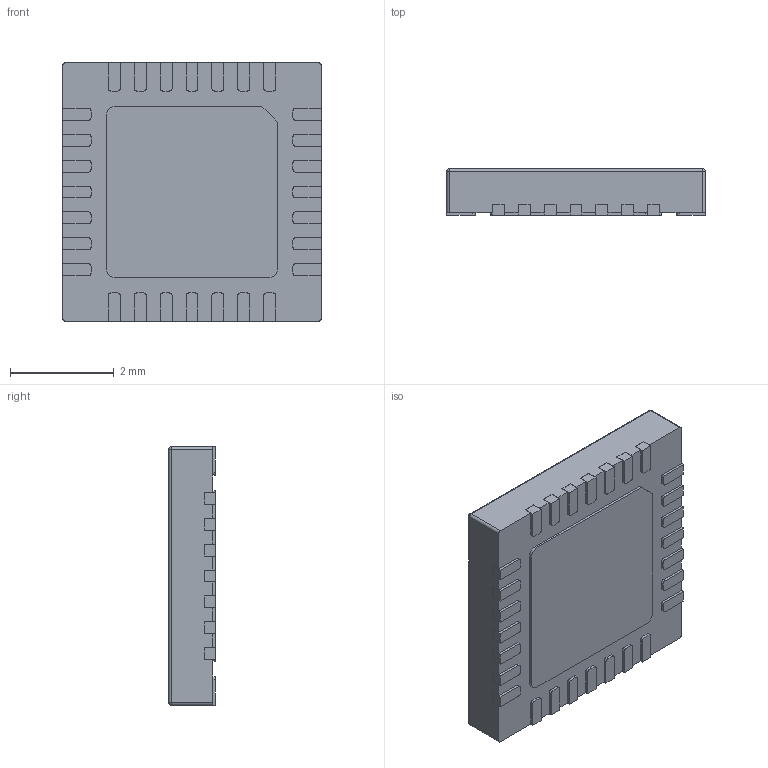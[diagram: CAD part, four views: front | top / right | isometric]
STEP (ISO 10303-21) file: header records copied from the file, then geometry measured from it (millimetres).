
FILE_DESCRIPTION (( 'STEP AP214' ), '1' );
FILE_NAME ('QFN28.STEP', '2020-01-20T17:10:50', ( '' ), ( '' ), 'SwSTEP 2.0', 'SolidWorks 2018', '' );
FILE_SCHEMA (( 'AUTOMOTIVE_DESIGN' ));
Length unit declared in the file: millimetre
Products named in the file (1): QFN28
Bounding box: 5 x 0.9 x 5 mm (x, y, z)
Volume: 21.9 mm3; surface area: 69.3 mm2
Topology: 1 solids, 1 shells, 254 faces, 742 edges, 488 vertices
Faces by surface type: plane 181, cylinder 69, sphere 4
Entity records: 10833 total; most frequent: CARTESIAN_POINT 1481, ORIENTED_EDGE 1476, DIRECTION 1386, EDGE_CURVE 738, LINE 600, VECTOR 600, VERTEX_POINT 488, AXIS2_PLACEMENT_3D 393
